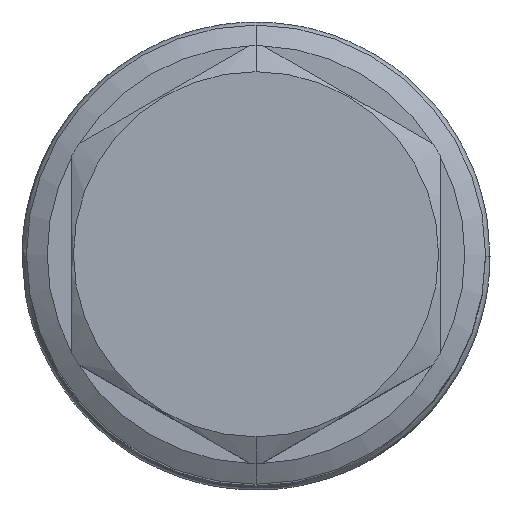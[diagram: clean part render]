
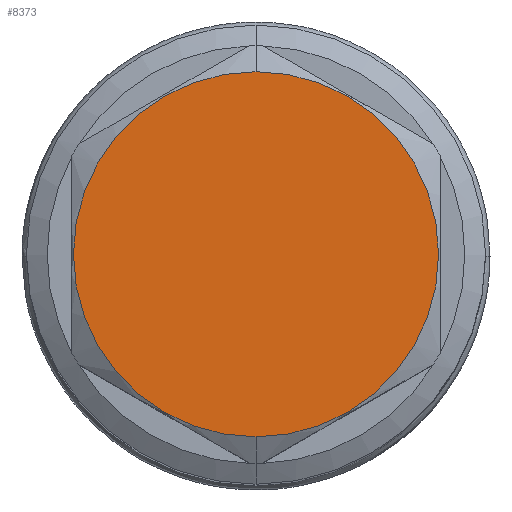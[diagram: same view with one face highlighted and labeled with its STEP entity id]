
A CAD part, top view. The second image highlights one B-rep face of the part: STEP entity #8373.
In plain terms, the highlighted planar face has unit normal (0, 0, 1).
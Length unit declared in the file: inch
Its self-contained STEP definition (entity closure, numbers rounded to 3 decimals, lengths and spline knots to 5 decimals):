
#1260=CARTESIAN_POINT('',(0.,0.,9.619));
#1261=DIRECTION('',(0.,0.,1.));
#1262=DIRECTION('',(0.,-1.,0.));
#1263=AXIS2_PLACEMENT_3D('',#1260,#1261,#1262);
#1265=CARTESIAN_POINT('',(0.,0.,9.619));
#1266=DIRECTION('',(0.,0.,1.));
#1267=DIRECTION('',(0.,1.,0.));
#1268=AXIS2_PLACEMENT_3D('',#1265,#1266,#1267);
#5953=CARTESIAN_POINT('',(0.,-0.62,9.619));
#5954=CARTESIAN_POINT('',(0.,0.62,9.619));
#5955=VERTEX_POINT('',#5953);
#5956=VERTEX_POINT('',#5954);
#8364=CARTESIAN_POINT('',(0.,0.,9.619));
#8365=DIRECTION('',(0.,0.,1.));
#8366=DIRECTION('',(0.,1.,0.));
#8367=AXIS2_PLACEMENT_3D('',#8364,#8365,#8366);
#8368=PLANE('',#8367);
#8369=ORIENTED_EDGE('',*,*,#8134,.F.);
#8370=ORIENTED_EDGE('',*,*,#8355,.F.);
#8371=EDGE_LOOP('',(#8369,#8370));
#8372=FACE_OUTER_BOUND('',#8371,.F.);
#8373=ADVANCED_FACE('',(#8372),#8368,.T.);
#1264=CIRCLE('',#1263,0.62);
#1269=CIRCLE('',#1268,0.62);
#8134=EDGE_CURVE('',#5955,#5956,#1264,.T.);
#8355=EDGE_CURVE('',#5956,#5955,#1269,.T.);
